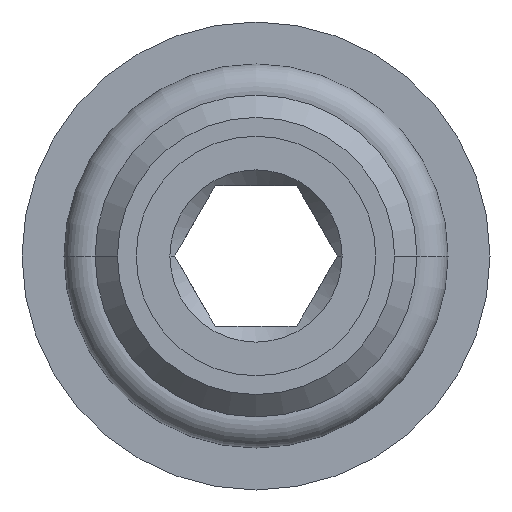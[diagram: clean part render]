
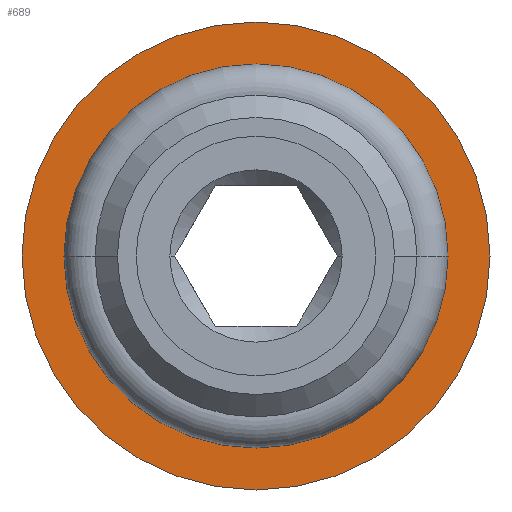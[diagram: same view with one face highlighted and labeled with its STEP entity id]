
A CAD part, front view. The second image highlights one B-rep face of the part: STEP entity #689.
In plain terms, the highlighted planar face has unit normal (0, -1, 0).
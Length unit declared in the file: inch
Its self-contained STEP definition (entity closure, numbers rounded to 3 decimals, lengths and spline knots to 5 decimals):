
#112=CARTESIAN_POINT('',(0.,-0.046,0.));
#113=DIRECTION('',(0.,-1.,0.));
#114=DIRECTION('',(1.,0.,0.));
#115=AXIS2_PLACEMENT_3D('',#112,#113,#114);
#117=CARTESIAN_POINT('',(0.,-0.046,0.));
#118=DIRECTION('',(0.,-1.,0.));
#119=DIRECTION('',(-1.,0.,0.));
#120=AXIS2_PLACEMENT_3D('',#117,#118,#119);
#122=CARTESIAN_POINT('',(0.,-0.046,0.));
#123=DIRECTION('',(0.,-1.,0.));
#124=DIRECTION('',(1.,0.,0.));
#125=AXIS2_PLACEMENT_3D('',#122,#123,#124);
#135=CARTESIAN_POINT('',(0.,-0.046,0.));
#136=DIRECTION('',(0.,1.,0.));
#137=DIRECTION('',(1.,0.,0.));
#138=AXIS2_PLACEMENT_3D('',#135,#136,#137);
#576=CARTESIAN_POINT('',(0.3125,-0.046,0.));
#578=VERTEX_POINT('',#576);
#588=CARTESIAN_POINT('',(-0.3125,-0.046,0.));
#590=VERTEX_POINT('',#588);
#664=CARTESIAN_POINT('',(0.2205,-0.046,0.));
#665=CARTESIAN_POINT('',(-0.2205,-0.046,0.));
#666=VERTEX_POINT('',#664);
#667=VERTEX_POINT('',#665);
#672=CARTESIAN_POINT('',(0.,-0.046,0.));
#673=DIRECTION('',(0.,-1.,0.));
#674=DIRECTION('',(-1.,0.,0.));
#675=AXIS2_PLACEMENT_3D('',#672,#673,#674);
#676=PLANE('',#675);
#678=ORIENTED_EDGE('',*,*,#677,.F.);
#680=ORIENTED_EDGE('',*,*,#679,.T.);
#681=EDGE_LOOP('',(#678,#680));
#682=FACE_OUTER_BOUND('',#681,.F.);
#684=ORIENTED_EDGE('',*,*,#683,.T.);
#686=ORIENTED_EDGE('',*,*,#685,.T.);
#687=EDGE_LOOP('',(#684,#686));
#688=FACE_BOUND('',#687,.F.);
#689=ADVANCED_FACE('',(#682,#688),#676,.T.);
#116=CIRCLE('',#115,0.2205);
#121=CIRCLE('',#120,0.2205);
#126=CIRCLE('',#125,0.3125);
#139=CIRCLE('',#138,0.3125);
#677=EDGE_CURVE('',#578,#590,#126,.T.);
#679=EDGE_CURVE('',#578,#590,#139,.T.);
#683=EDGE_CURVE('',#666,#667,#116,.T.);
#685=EDGE_CURVE('',#667,#666,#121,.T.);
